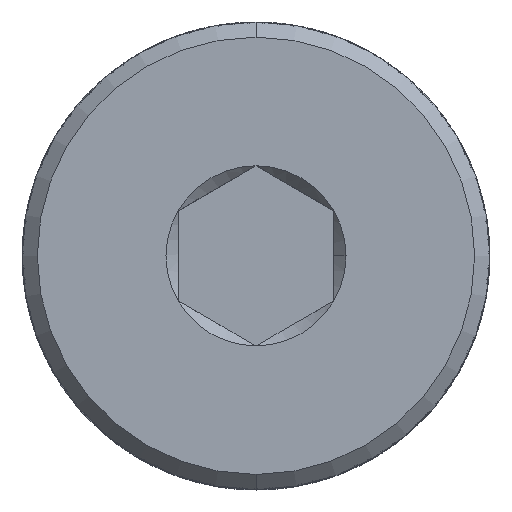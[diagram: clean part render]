
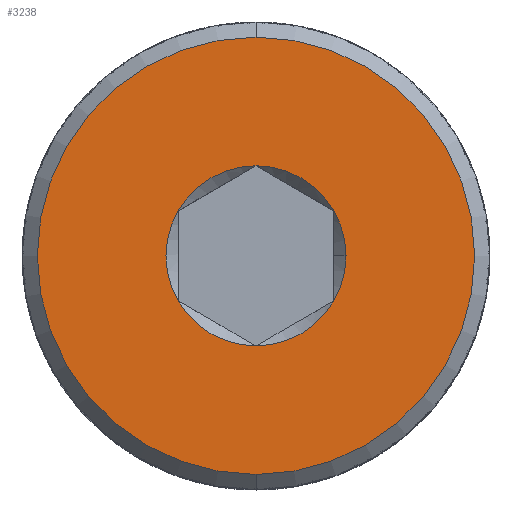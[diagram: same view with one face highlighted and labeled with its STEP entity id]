
A CAD part, top view. The second image highlights one B-rep face of the part: STEP entity #3238.
In plain terms, the highlighted planar face has unit normal (0, 0, 1).
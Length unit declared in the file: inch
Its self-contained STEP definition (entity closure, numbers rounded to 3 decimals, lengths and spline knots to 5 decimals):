
#72 = CARTESIAN_POINT ( 'NONE',  ( 0., 0., 0. ) ) ;
#247 = EDGE_CURVE ( 'NONE', #371, #7608, #574, .T. ) ;
#371 = VERTEX_POINT ( 'NONE', #12708 ) ;
#437 = DIRECTION ( 'NONE',  ( 0., 0., 1. ) ) ;
#574 = CIRCLE ( 'NONE', #12221, 0.14434 ) ;
#660 = VERTEX_POINT ( 'NONE', #10000 ) ;
#931 = DIRECTION ( 'NONE',  ( 1., 0., 0. ) ) ;
#1094 = ORIENTED_EDGE ( 'NONE', *, *, #9240, .F. ) ;
#1181 = CIRCLE ( 'NONE', #9562, 0.14434 ) ;
#1580 = CARTESIAN_POINT ( 'NONE',  ( 0., 0., 0. ) ) ;
#1632 = VERTEX_POINT ( 'NONE', #13455 ) ;
#1685 = ORIENTED_EDGE ( 'NONE', *, *, #8348, .F. ) ;
#1714 = AXIS2_PLACEMENT_3D ( 'NONE', #3664, #437, #11389 ) ;
#1791 = EDGE_CURVE ( 'NONE', #3996, #1632, #8939, .T. ) ;
#2320 = DIRECTION ( 'NONE',  ( 0., 0., 1. ) ) ;
#2692 = DIRECTION ( 'NONE',  ( 1., 0., 0. ) ) ;
#2727 = CIRCLE ( 'NONE', #4853, 0.14434 ) ;
#2782 = EDGE_CURVE ( 'NONE', #8768, #3603, #2727, .T. ) ;
#2902 = CIRCLE ( 'NONE', #3527, 0.14434 ) ;
#2917 = DIRECTION ( 'NONE',  ( 1., 0., 0. ) ) ;
#3163 = CARTESIAN_POINT ( 'NONE',  ( 0., 0., 0. ) ) ;
#3219 = FACE_OUTER_BOUND ( 'NONE', #9905, .T. ) ;
#3238 = ADVANCED_FACE ( 'NONE', ( #8568, #3219 ), #9898, .T. ) ;
#3494 = ORIENTED_EDGE ( 'NONE', *, *, #8327, .F. ) ;
#3527 = AXIS2_PLACEMENT_3D ( 'NONE', #3163, #5410, #10947 ) ;
#3542 = CIRCLE ( 'NONE', #6644, 0.14434 ) ;
#3603 = VERTEX_POINT ( 'NONE', #8180 ) ;
#3651 = DIRECTION ( 'NONE',  ( 0., 0., 1. ) ) ;
#3664 = CARTESIAN_POINT ( 'NONE',  ( 0., 0., 0. ) ) ;
#3945 = VERTEX_POINT ( 'NONE', #12022 ) ;
#3996 = VERTEX_POINT ( 'NONE', #5402 ) ;
#4228 = ORIENTED_EDGE ( 'NONE', *, *, #247, .F. ) ;
#4333 = DIRECTION ( 'NONE',  ( 0., -1., 0. ) ) ;
#4853 = AXIS2_PLACEMENT_3D ( 'NONE', #9229, #3651, #11376 ) ;
#5402 = CARTESIAN_POINT ( 'NONE',  ( 0.125, 0.07217, 0. ) ) ;
#5410 = DIRECTION ( 'NONE',  ( 0., 0., 1. ) ) ;
#5529 = CARTESIAN_POINT ( 'NONE',  ( 0., 0., 0. ) ) ;
#5926 = AXIS2_PLACEMENT_3D ( 'NONE', #13584, #12501, #8044 ) ;
#6141 = CARTESIAN_POINT ( 'NONE',  ( 0., 0.35062, 0. ) ) ;
#6359 = CIRCLE ( 'NONE', #9459, 0.35062 ) ;
#6626 = DIRECTION ( 'NONE',  ( 0., 0., 1. ) ) ;
#6644 = AXIS2_PLACEMENT_3D ( 'NONE', #1580, #9287, #10386 ) ;
#6814 = EDGE_CURVE ( 'NONE', #3945, #10735, #6359, .T. ) ;
#6996 = CARTESIAN_POINT ( 'NONE',  ( 0., 0., 0. ) ) ;
#7152 = AXIS2_PLACEMENT_3D ( 'NONE', #10642, #9542, #2917 ) ;
#7547 = CIRCLE ( 'NONE', #1714, 0.35062 ) ;
#7608 = VERTEX_POINT ( 'NONE', #9124 ) ;
#7659 = EDGE_CURVE ( 'NONE', #10735, #3945, #7547, .T. ) ;
#7685 = CARTESIAN_POINT ( 'NONE',  ( 0., 0., 0. ) ) ;
#8044 = DIRECTION ( 'NONE',  ( 1., 0., 0. ) ) ;
#8180 = CARTESIAN_POINT ( 'NONE',  ( -0.125, -0.07217, 0. ) ) ;
#8327 = EDGE_CURVE ( 'NONE', #660, #3996, #2902, .T. ) ;
#8348 = EDGE_CURVE ( 'NONE', #1632, #8768, #1181, .T. ) ;
#8568 = FACE_BOUND ( 'NONE', #10398, .T. ) ;
#8768 = VERTEX_POINT ( 'NONE', #10502 ) ;
#8819 = ORIENTED_EDGE ( 'NONE', *, *, #9335, .F. ) ;
#8939 = CIRCLE ( 'NONE', #7152, 0.14434 ) ;
#9001 = ORIENTED_EDGE ( 'NONE', *, *, #2782, .F. ) ;
#9124 = CARTESIAN_POINT ( 'NONE',  ( 0.125, -0.07217, 0. ) ) ;
#9229 = CARTESIAN_POINT ( 'NONE',  ( 0., 0., 0. ) ) ;
#9240 = EDGE_CURVE ( 'NONE', #3603, #371, #9782, .T. ) ;
#9264 = DIRECTION ( 'NONE',  ( 0., 0., 1. ) ) ;
#9287 = DIRECTION ( 'NONE',  ( 0., 0., 1. ) ) ;
#9335 = EDGE_CURVE ( 'NONE', #7608, #660, #3542, .T. ) ;
#9459 = AXIS2_PLACEMENT_3D ( 'NONE', #5529, #6626, #9804 ) ;
#9542 = DIRECTION ( 'NONE',  ( 0., 0., 1. ) ) ;
#9562 = AXIS2_PLACEMENT_3D ( 'NONE', #72, #9837, #931 ) ;
#9782 = CIRCLE ( 'NONE', #5926, 0.14434 ) ;
#9804 = DIRECTION ( 'NONE',  ( 0., -1., 0. ) ) ;
#9837 = DIRECTION ( 'NONE',  ( 0., 0., 1. ) ) ;
#9898 = PLANE ( 'NONE',  #10790 ) ;
#9905 = EDGE_LOOP ( 'NONE', ( #10382, #11585 ) ) ;
#10000 = CARTESIAN_POINT ( 'NONE',  ( 0.14434, 0., 0. ) ) ;
#10382 = ORIENTED_EDGE ( 'NONE', *, *, #7659, .T. ) ;
#10386 = DIRECTION ( 'NONE',  ( 1., 0., 0. ) ) ;
#10398 = EDGE_LOOP ( 'NONE', ( #4228, #1094, #9001, #1685, #10887, #3494, #8819 ) ) ;
#10502 = CARTESIAN_POINT ( 'NONE',  ( -0.125, 0.07217, 0. ) ) ;
#10642 = CARTESIAN_POINT ( 'NONE',  ( 0., 0., 0. ) ) ;
#10735 = VERTEX_POINT ( 'NONE', #6141 ) ;
#10790 = AXIS2_PLACEMENT_3D ( 'NONE', #7685, #2320, #4333 ) ;
#10887 = ORIENTED_EDGE ( 'NONE', *, *, #1791, .F. ) ;
#10947 = DIRECTION ( 'NONE',  ( 1., 0., 0. ) ) ;
#11376 = DIRECTION ( 'NONE',  ( 1., 0., 0. ) ) ;
#11389 = DIRECTION ( 'NONE',  ( 0., -1., 0. ) ) ;
#11585 = ORIENTED_EDGE ( 'NONE', *, *, #6814, .T. ) ;
#12022 = CARTESIAN_POINT ( 'NONE',  ( 0., -0.35062, 0. ) ) ;
#12221 = AXIS2_PLACEMENT_3D ( 'NONE', #6996, #9264, #2692 ) ;
#12501 = DIRECTION ( 'NONE',  ( 0., 0., 1. ) ) ;
#12708 = CARTESIAN_POINT ( 'NONE',  ( 0., -0.14434, 0. ) ) ;
#13455 = CARTESIAN_POINT ( 'NONE',  ( 0., 0.14434, 0. ) ) ;
#13584 = CARTESIAN_POINT ( 'NONE',  ( 0., 0., 0. ) ) ;
